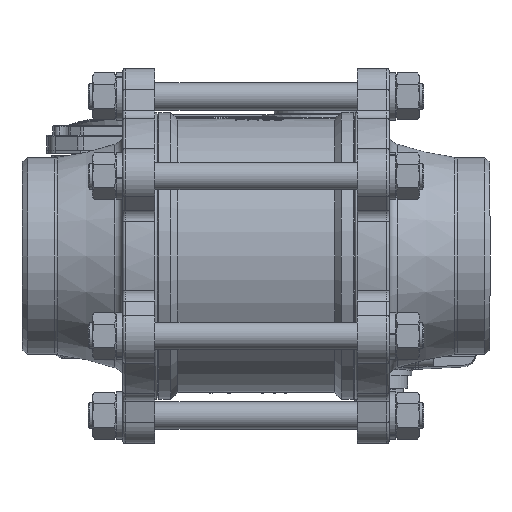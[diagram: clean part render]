
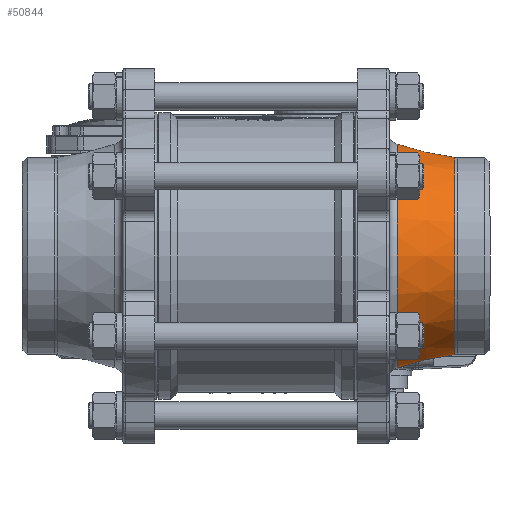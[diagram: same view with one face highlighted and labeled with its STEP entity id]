
A CAD part, front view. The second image highlights one B-rep face of the part: STEP entity #50844.
In plain terms, the highlighted conical face has half-angle 13 degrees and reference radius 53.203 mm.
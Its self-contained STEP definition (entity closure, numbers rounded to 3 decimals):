
#1962=CONICAL_SURFACE('',#61211,53.203,0.227);
#11924=ORIENTED_EDGE('',*,*,#27275,.T.);
#11925=ORIENTED_EDGE('',*,*,#27277,.T.);
#27275=EDGE_CURVE('',#34948,#34948,#40020,.T.);
#27277=EDGE_CURVE('',#34950,#34950,#40022,.T.);
#34948=VERTEX_POINT('',#81070);
#34950=VERTEX_POINT('',#81075);
#40020=CIRCLE('',#61207,52.308);
#40022=CIRCLE('',#61210,46.128);
#42343=EDGE_LOOP('',(#11924));
#42344=EDGE_LOOP('',(#11925));
#46072=FACE_BOUND('',#42343,.T.);
#46073=FACE_BOUND('',#42344,.T.);
#50844=ADVANCED_FACE('',(#46072,#46073),#1962,.T.);
#61207=AXIS2_PLACEMENT_3D('',#81069,#66487,#66488);
#61210=AXIS2_PLACEMENT_3D('',#81074,#66493,#66494);
#61211=AXIS2_PLACEMENT_3D('',#81076,#66495,#66496);
#66487=DIRECTION('',(1.,0.,0.));
#66488=DIRECTION('',(0.,-1.,0.));
#66493=DIRECTION('',(-1.,0.,0.));
#66494=DIRECTION('',(0.,-1.,0.));
#66495=DIRECTION('',(-1.,0.,0.));
#66496=DIRECTION('',(0.,1.,0.));
#81069=CARTESIAN_POINT('',(66.175,0.,0.));
#81070=CARTESIAN_POINT('',(66.175,-52.308,0.));
#81074=CARTESIAN_POINT('',(92.945,0.,0.));
#81075=CARTESIAN_POINT('',(92.945,-46.128,0.));
#81076=CARTESIAN_POINT('',(62.3,0.,0.));
